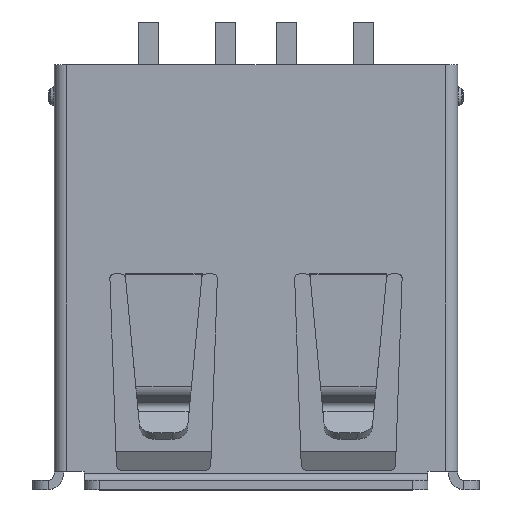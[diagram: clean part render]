
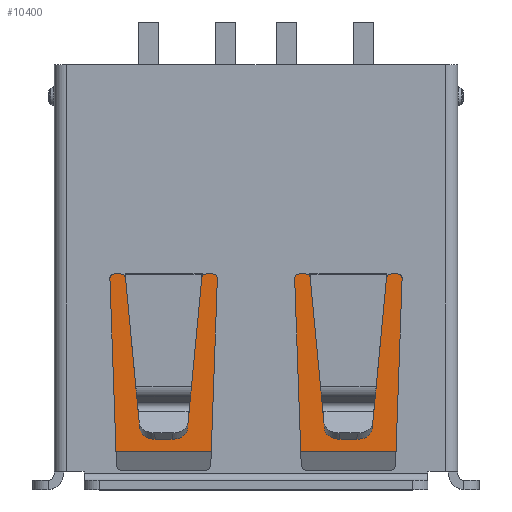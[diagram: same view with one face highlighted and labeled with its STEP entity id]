
A CAD part, top view. The second image highlights one B-rep face of the part: STEP entity #10400.
In plain terms, the highlighted planar face has unit normal (0, 0, 1).
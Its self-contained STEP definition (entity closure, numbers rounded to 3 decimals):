
#910=ORIENTED_EDGE('',*,*,#4017,.T.);
#911=ORIENTED_EDGE('',*,*,#4018,.T.);
#912=ORIENTED_EDGE('',*,*,#4019,.T.);
#913=ORIENTED_EDGE('',*,*,#3881,.F.);
#3881=EDGE_CURVE('',#5457,#5458,#6500,.T.);
#4017=EDGE_CURVE('',#5457,#5547,#6634,.F.);
#4018=EDGE_CURVE('',#5547,#5548,#6635,.T.);
#4019=EDGE_CURVE('',#5548,#5458,#6636,.T.);
#5457=VERTEX_POINT('',#15399);
#5458=VERTEX_POINT('',#15401);
#5547=VERTEX_POINT('',#15645);
#5548=VERTEX_POINT('',#15647);
#6500=LINE('',#15400,#7701);
#6634=LINE('',#15644,#7835);
#6635=LINE('',#15646,#7836);
#6636=LINE('',#15648,#7837);
#7701=VECTOR('',#12310,1000.);
#7835=VECTOR('',#12486,1000.);
#7836=VECTOR('',#12487,1000.);
#7837=VECTOR('',#12488,1000.);
#8831=EDGE_LOOP('',(#910,#911,#912,#913));
#9432=FACE_BOUND('',#8831,.T.);
#10030=PLANE('',#11320);
#10400=ADVANCED_FACE('',(#9432),#10030,.T.);
#11320=AXIS2_PLACEMENT_3D('',#15643,#12484,#12485);
#12310=DIRECTION('',(1.,0.,0.));
#12484=DIRECTION('',(0.,0.,1.));
#12485=DIRECTION('',(1.,0.,0.));
#12486=DIRECTION('',(0.,1.,0.));
#12487=DIRECTION('',(1.,0.,0.));
#12488=DIRECTION('',(0.,1.,0.));
#15399=CARTESIAN_POINT('',(-4.86,-2.37,2.73));
#15400=CARTESIAN_POINT('',(-5.5,-2.37,2.73));
#15401=CARTESIAN_POINT('',(4.86,-2.37,2.73));
#15643=CARTESIAN_POINT('',(-5.5,-10.87,2.73));
#15644=CARTESIAN_POINT('',(-4.86,-10.87,2.73));
#15645=CARTESIAN_POINT('',(-4.86,-10.004,2.73));
#15646=CARTESIAN_POINT('',(4.86,-10.004,2.73));
#15647=CARTESIAN_POINT('',(4.86,-10.004,2.73));
#15648=CARTESIAN_POINT('',(4.86,-10.87,2.73));
